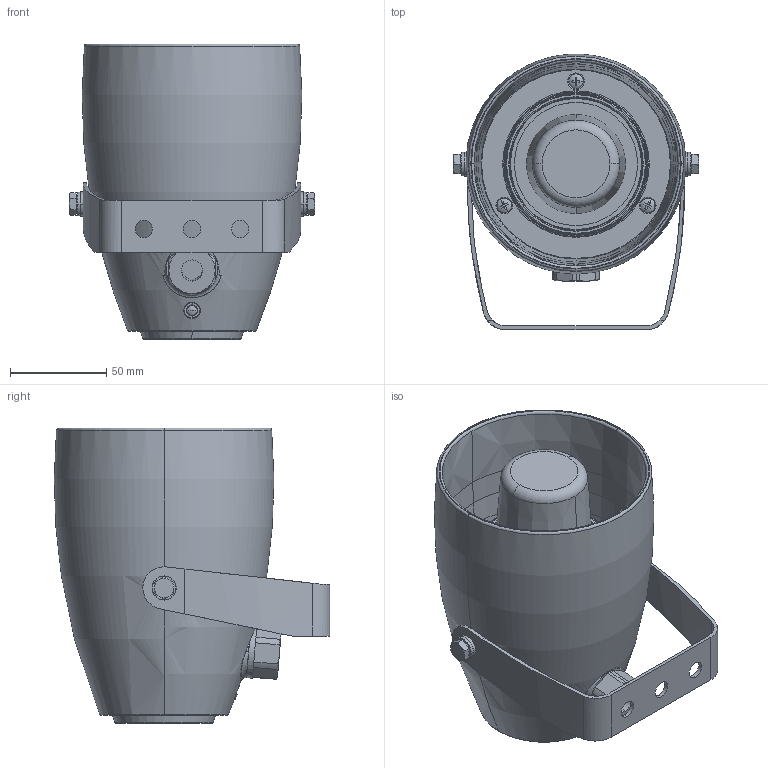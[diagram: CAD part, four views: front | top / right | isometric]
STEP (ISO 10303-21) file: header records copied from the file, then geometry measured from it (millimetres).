
FILE_DESCRIPTION(('STEP AP242'),'1');
FILE_NAME('siren_alarm_xvs_10bmw.stp','2020-09-07T13:31:03',('TraceParts'),('TraceParts S.A.'),'Spatial InterOp 3D',' ',' ');
FILE_SCHEMA(('AP242_MANAGED_MODEL_BASED_3D_ENGINEERING_MIM_LF {1 0 10303 442 1 1 4}'));
Length unit declared in the file: millimetre
Products named in the file (1): siren_alarm_xvs_10bmw
Bounding box: 127.2 x 143 x 153.54 mm (x, y, z)
Volume: 825815.1 mm3; surface area: 115261.5 mm2
Topology: 1 solids, 1 shells, 335 faces, 862 edges, 552 vertices
Faces by surface type: plane 136, cone 80, cylinder 64, torus 55
Entity records: 11338 total; most frequent: CARTESIAN_POINT 3122, DIRECTION 1782, ORIENTED_EDGE 1718, EDGE_CURVE 859, AXIS2_PLACEMENT_3D 727, VERTEX_POINT 552, CIRCLE 375, EDGE_LOOP 369
